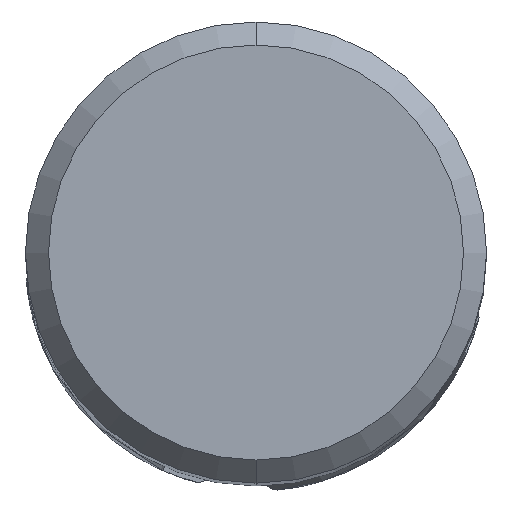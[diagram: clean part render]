
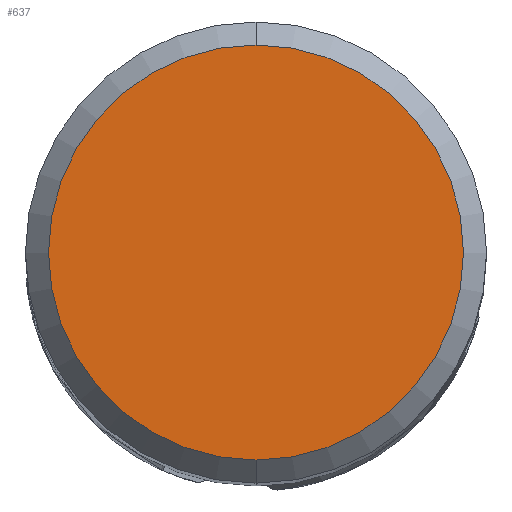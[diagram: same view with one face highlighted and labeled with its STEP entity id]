
A CAD part, top view. The second image highlights one B-rep face of the part: STEP entity #637.
In plain terms, the highlighted planar face has unit normal (0, 0, 1).
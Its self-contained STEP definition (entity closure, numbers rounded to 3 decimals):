
#637=ADVANCED_FACE('',(#1748),#1749,.T.);
#1091=VERTEX_POINT('',#2241);
#1331=EDGE_CURVE('',#1475,#1091,#2498,.T.);
#1451=EDGE_CURVE('',#1091,#1475,#2632,.T.);
#1475=VERTEX_POINT('',#2658);
#1748=FACE_OUTER_BOUND('',#3821,.T.);
#1749=PLANE('',#3822);
#2241=CARTESIAN_POINT('',(0.0,5.4,0.0));
#2498=CIRCLE('',#8824,5.4);
#2632=CIRCLE('',#10229,5.4);
#2658=CARTESIAN_POINT('',(0.,-5.4,0.0));
#3821=EDGE_LOOP('',(#11624,#11625));
#3822=AXIS2_PLACEMENT_3D('',#11626,#11627,#11628);
#8824=AXIS2_PLACEMENT_3D('',#12300,#12301,#12302);
#10229=AXIS2_PLACEMENT_3D('',#12433,#12434,#12435);
#11624=ORIENTED_EDGE('',*,*,#1451,.F.);
#11625=ORIENTED_EDGE('',*,*,#1331,.F.);
#11626=CARTESIAN_POINT('',(0.0,2.7,0.0));
#11627=DIRECTION('',(-0.0,0.0,1.0));
#11628=DIRECTION('',(0.0,-1.0,0.0));
#12300=CARTESIAN_POINT('',(0.0,0.0,0.0));
#12301=DIRECTION('',(0.0,0.0,-1.0));
#12302=DIRECTION('',(0.0,1.0,0.0));
#12433=CARTESIAN_POINT('',(0.0,0.0,0.0));
#12434=DIRECTION('',(0.0,0.0,-1.0));
#12435=DIRECTION('',(0.0,1.0,0.0));
